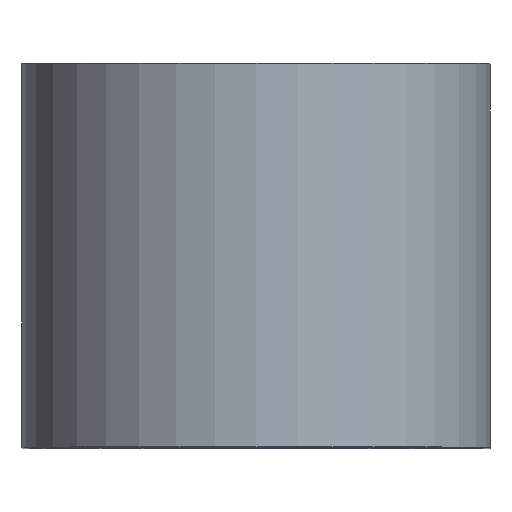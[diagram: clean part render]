
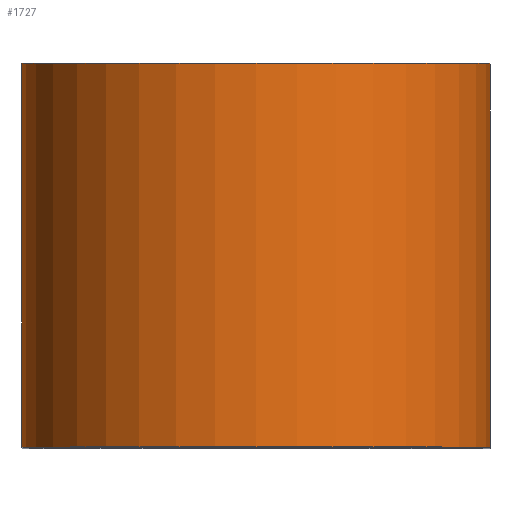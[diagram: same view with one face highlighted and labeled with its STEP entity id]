
A CAD part, top view. The second image highlights one B-rep face of the part: STEP entity #1727.
In plain terms, the highlighted cylindrical face has radius 25 mm (diameter 50 mm), a partial arc.
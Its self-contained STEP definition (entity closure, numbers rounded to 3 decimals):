
#115=FACE_OUTER_BOUND('',#205,.T.);
#205=EDGE_LOOP('',(#1341,#1342,#1343,#1344));
#340=LINE('',#2849,#485);
#341=LINE('',#2852,#486);
#485=VECTOR('',#2312,15.);
#486=VECTOR('',#2315,10.);
#625=CIRCLE('',#1903,25.);
#626=CIRCLE('',#1904,25.);
#773=VERTEX_POINT('',#2845);
#774=VERTEX_POINT('',#2846);
#775=VERTEX_POINT('',#2848);
#776=VERTEX_POINT('',#2850);
#994=EDGE_CURVE('',#773,#774,#625,.T.);
#995=EDGE_CURVE('',#775,#773,#340,.T.);
#996=EDGE_CURVE('',#776,#775,#626,.T.);
#997=EDGE_CURVE('',#776,#774,#341,.T.);
#1341=ORIENTED_EDGE('',*,*,#994,.F.);
#1342=ORIENTED_EDGE('',*,*,#995,.F.);
#1343=ORIENTED_EDGE('',*,*,#996,.F.);
#1344=ORIENTED_EDGE('',*,*,#997,.T.);
#1658=CYLINDRICAL_SURFACE('',#1902,25.);
#1727=ADVANCED_FACE('',(#115),#1658,.T.);
#1902=AXIS2_PLACEMENT_3D('',#2844,#2308,#2309);
#1903=AXIS2_PLACEMENT_3D('',#2847,#2310,#2311);
#1904=AXIS2_PLACEMENT_3D('',#2851,#2313,#2314);
#2308=DIRECTION('center_axis',(0.,1.,0.));
#2309=DIRECTION('ref_axis',(1.,0.,0.));
#2310=DIRECTION('center_axis',(0.,-1.,0.));
#2311=DIRECTION('ref_axis',(1.,0.,0.));
#2312=DIRECTION('',(0.,-1.,0.));
#2313=DIRECTION('center_axis',(0.,1.,0.));
#2314=DIRECTION('ref_axis',(1.,0.,0.));
#2315=DIRECTION('',(0.,-1.,0.));
#2844=CARTESIAN_POINT('Origin',(0.,-2.5,132.499));
#2845=CARTESIAN_POINT('',(25.,-2.5,132.499));
#2846=CARTESIAN_POINT('',(-25.,-2.5,132.499));
#2847=CARTESIAN_POINT('Origin',(0.,-2.5,132.499));
#2848=CARTESIAN_POINT('',(25.,38.5,132.499));
#2849=CARTESIAN_POINT('',(25.,0.,132.499));
#2850=CARTESIAN_POINT('',(-25.,38.5,132.499));
#2851=CARTESIAN_POINT('Origin',(0.,38.5,132.499));
#2852=CARTESIAN_POINT('',(-25.,0.,132.499));
